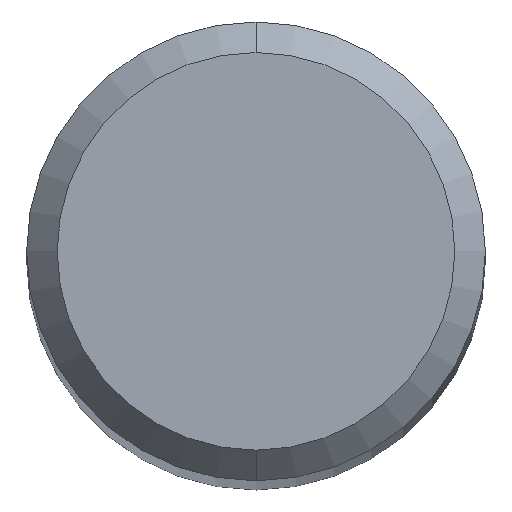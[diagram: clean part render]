
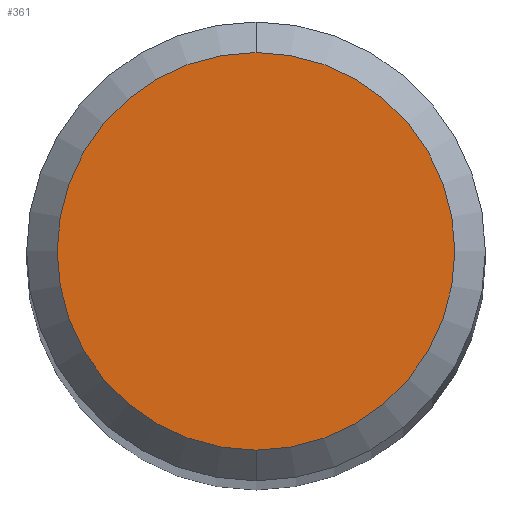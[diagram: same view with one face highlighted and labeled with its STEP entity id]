
A CAD part, top view. The second image highlights one B-rep face of the part: STEP entity #361.
In plain terms, the highlighted planar face has unit normal (0, 0, 1).
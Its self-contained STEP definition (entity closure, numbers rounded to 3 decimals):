
#213=VERTEX_POINT('',#479);
#221=EDGE_CURVE('',#213,#351,#488,.T.);
#313=EDGE_CURVE('',#351,#213,#587,.T.);
#351=VERTEX_POINT('',#629);
#361=ADVANCED_FACE('',(#641),#642,.T.);
#479=CARTESIAN_POINT('',(0.0,2.6,0.0));
#488=CIRCLE('',#797,2.6);
#587=CIRCLE('',#1073,2.6);
#629=CARTESIAN_POINT('',(0.,-2.6,0.0));
#641=FACE_OUTER_BOUND('',#1188,.T.);
#642=PLANE('',#1189);
#797=AXIS2_PLACEMENT_3D('',#1343,#1344,#1345);
#1073=AXIS2_PLACEMENT_3D('',#1430,#1431,#1432);
#1188=EDGE_LOOP('',(#1505,#1506));
#1189=AXIS2_PLACEMENT_3D('',#1507,#1508,#1509);
#1343=CARTESIAN_POINT('',(0.0,0.0,0.0));
#1344=DIRECTION('',(0.0,0.0,-1.0));
#1345=DIRECTION('',(0.0,1.0,0.0));
#1430=CARTESIAN_POINT('',(0.0,0.0,0.0));
#1431=DIRECTION('',(0.0,0.0,-1.0));
#1432=DIRECTION('',(0.0,1.0,0.0));
#1505=ORIENTED_EDGE('',*,*,#221,.F.);
#1506=ORIENTED_EDGE('',*,*,#313,.F.);
#1507=CARTESIAN_POINT('',(0.0,1.3,0.0));
#1508=DIRECTION('',(-0.0,0.0,1.0));
#1509=DIRECTION('',(0.0,-1.0,0.0));
